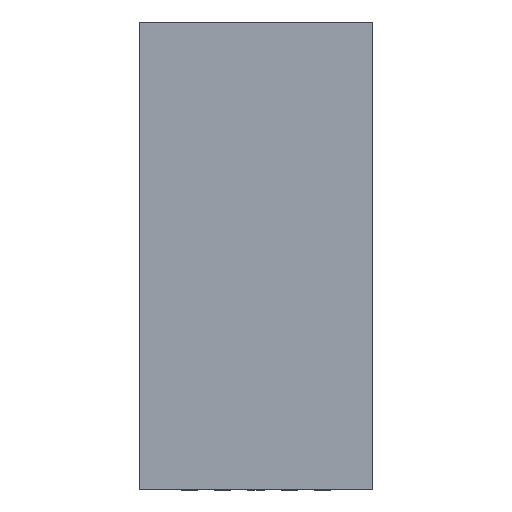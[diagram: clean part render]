
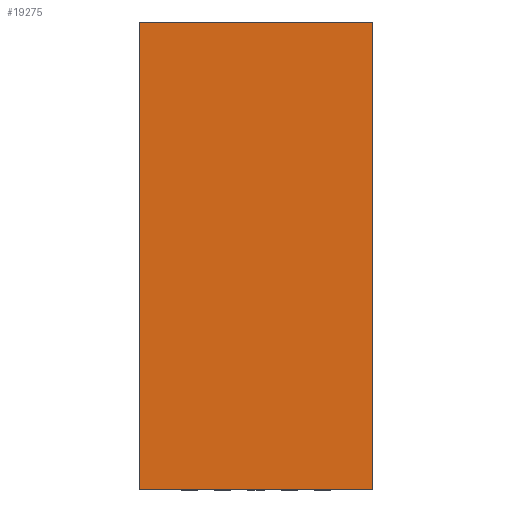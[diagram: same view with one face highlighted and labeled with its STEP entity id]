
A CAD part, top view. The second image highlights one B-rep face of the part: STEP entity #19275.
In plain terms, the highlighted face is planar.
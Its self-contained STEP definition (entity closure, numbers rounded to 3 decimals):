
#14716=DIRECTION('',(0.,0.,1.));
#14717=VECTOR('',#14716,7.);
#14718=CARTESIAN_POINT('',(-1.75,0.975,-3.5));
#14719=LINE('',#14718,#14717);
#14723=DIRECTION('',(-1.,0.,0.));
#14724=VECTOR('',#14723,3.5);
#14725=CARTESIAN_POINT('',(1.75,0.975,-3.5));
#14726=LINE('',#14725,#14724);
#14730=DIRECTION('',(0.,0.,-1.));
#14731=VECTOR('',#14730,7.);
#14732=CARTESIAN_POINT('',(1.75,0.975,3.5));
#14733=LINE('',#14732,#14731);
#14737=DIRECTION('',(1.,0.,0.));
#14738=VECTOR('',#14737,3.5);
#14739=CARTESIAN_POINT('',(-1.75,0.975,3.5));
#14740=LINE('',#14739,#14738);
#15910=CARTESIAN_POINT('',(-1.75,0.975,-3.5));
#15911=CARTESIAN_POINT('',(-1.75,0.975,3.5));
#15912=VERTEX_POINT('',#15910);
#15913=VERTEX_POINT('',#15911);
#15914=CARTESIAN_POINT('',(1.75,0.975,3.5));
#15915=VERTEX_POINT('',#15914);
#15916=CARTESIAN_POINT('',(1.75,0.975,-3.5));
#15917=VERTEX_POINT('',#15916);
#19264=CARTESIAN_POINT('',(0.,0.975,0.));
#19265=DIRECTION('',(0.,1.,0.));
#19266=DIRECTION('',(1.,0.,0.));
#19267=AXIS2_PLACEMENT_3D('',#19264,#19265,#19266);
#19268=PLANE('',#19267);
#19269=ORIENTED_EDGE('',*,*,#17378,.F.);
#19270=ORIENTED_EDGE('',*,*,#17527,.F.);
#19271=ORIENTED_EDGE('',*,*,#18045,.F.);
#19272=ORIENTED_EDGE('',*,*,#19142,.F.);
#19273=EDGE_LOOP('',(#19269,#19270,#19271,#19272));
#19274=FACE_OUTER_BOUND('',#19273,.F.);
#17378=EDGE_CURVE('',#15912,#15913,#14719,.T.);
#17527=EDGE_CURVE('',#15917,#15912,#14726,.T.);
#18045=EDGE_CURVE('',#15915,#15917,#14733,.T.);
#19142=EDGE_CURVE('',#15913,#15915,#14740,.T.);
#19275=ADVANCED_FACE('',(#19274),#19268,.T.);
